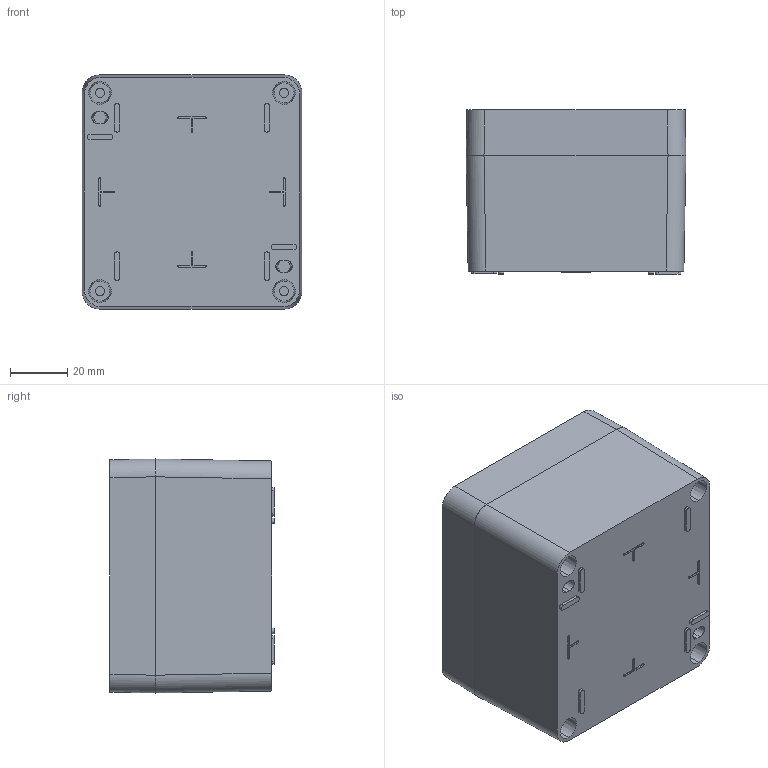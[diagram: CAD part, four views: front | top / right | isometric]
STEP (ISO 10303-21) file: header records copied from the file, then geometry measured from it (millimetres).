
FILE_DESCRIPTION (( 'STEP AP203' ), '1' );
FILE_NAME ('ALN080806.STEP', '2019-06-19T08:52:39', ( '' ), ( '' ), 'SwSTEP 2.0', 'SolidWorks 2019', '' );
FILE_SCHEMA (( 'CONFIG_CONTROL_DESIGN' ));
Length unit declared in the file: millimetre
Products named in the file (7): 28611; FIBOX ALN_080804B; Lockwasher Cu M4; FIBOX ALN_080802C; ALN080806; M4 earth screw _Cu; 28690
Assembly tree (9 placements, depth 3):
  ALN080806
    28690
      M4 earth screw _Cu
      Lockwasher Cu M4
    28611  x4
    FIBOX ALN_080804B
    FIBOX ALN_080802C
Bounding box: 77 x 57.5 x 82 mm (x, y, z)
Volume: 97009.5 mm3; surface area: 68235.3 mm2
Topology: 8 solids, 8 shells, 893 faces, 2359 edges, 1535 vertices
Faces by surface type: cylinder 354, plane 322, cone 102, bspline 96, torus 17, sphere 2
Entity records: 23947 total; most frequent: CARTESIAN_POINT 7936, ORIENTED_EDGE 3306, DIRECTION 3063, EDGE_CURVE 1653, AXIS2_PLACEMENT_3D 1114, VERTEX_POINT 1088, LINE 835, VECTOR 835
